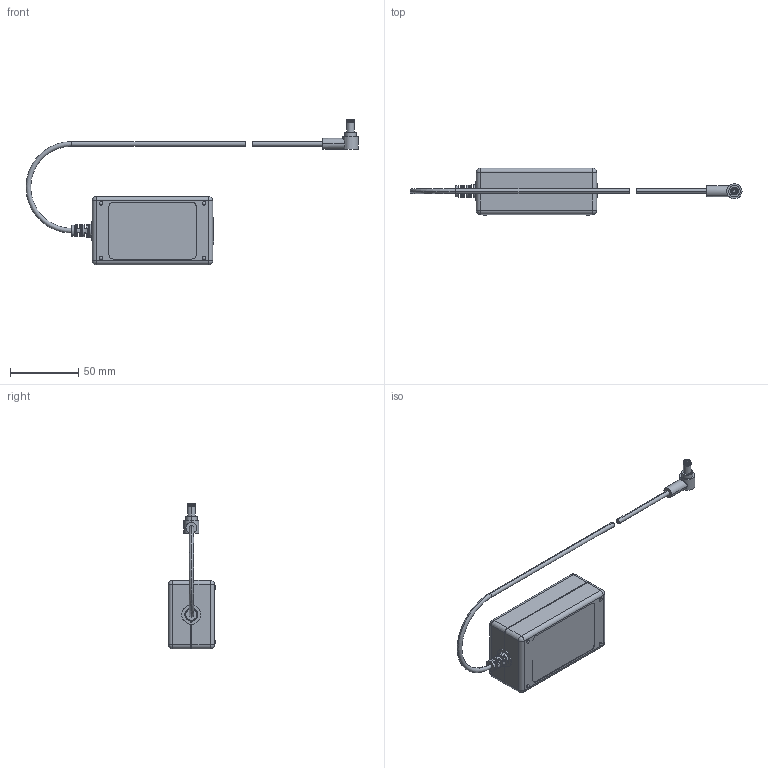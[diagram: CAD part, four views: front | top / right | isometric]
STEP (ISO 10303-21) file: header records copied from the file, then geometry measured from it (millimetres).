
FILE_DESCRIPTION (( 'STEP AP214' ), '1' );
FILE_NAME ('ICR2304-PS_3D.step', '2024-01-04T21:55:26', ( '' ), ( '' ), 'SwSTEP 2.0', 'SolidWorks 2022', '' );
FILE_SCHEMA (( 'AUTOMOTIVE_DESIGN' ));
Length unit declared in the file: inch
Products named in the file (3): ICR2304-PS_3D; ICR2304-PS-MA2; ICR2304-PS-MA1
Assembly tree (2 placements, depth 2):
  ICR2304-PS_3D
    ICR2304-PS-MA2
    ICR2304-PS-MA1
Bounding box: 242.75 x 34.96 x 106.58 mm (x, y, z)
Volume: 150882.6 mm3; surface area: 23362.8 mm2
Topology: 3 solids, 3 shells, 211 faces, 522 edges, 327 vertices
Faces by surface type: plane 99, cylinder 77, cone 13, torus 10, sphere 8, bspline 4
Entity records: 8211 total; most frequent: CARTESIAN_POINT 2183, DIRECTION 1040, ORIENTED_EDGE 1028, EDGE_CURVE 514, AXIS2_PLACEMENT_3D 390, VERTEX_POINT 327, VECTOR 260, LINE 260
